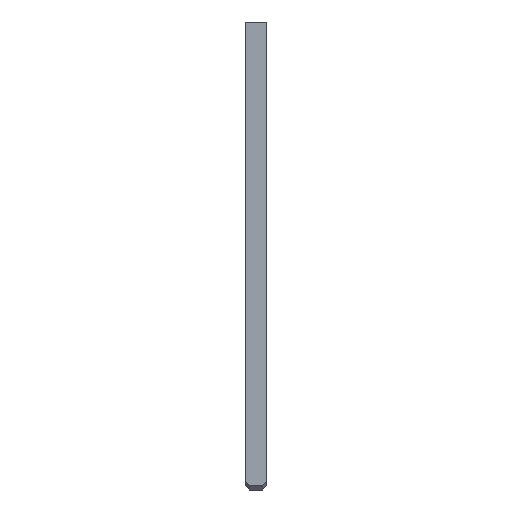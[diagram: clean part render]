
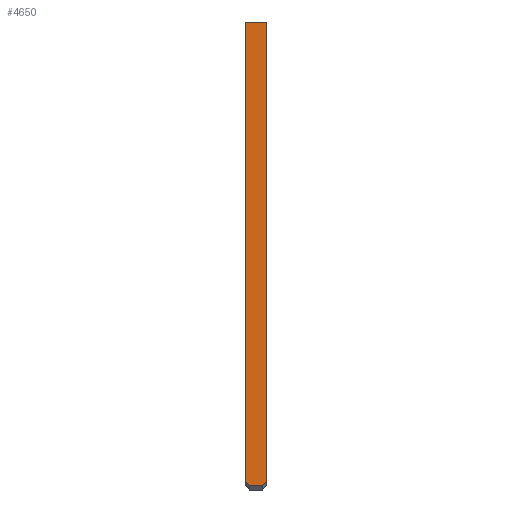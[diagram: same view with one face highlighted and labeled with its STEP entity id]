
A CAD part, left-side view. The second image highlights one B-rep face of the part: STEP entity #4650.
In plain terms, the highlighted planar face has unit normal (-1, 0, 0).
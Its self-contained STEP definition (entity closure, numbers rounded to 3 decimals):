
#333=DIRECTION('',(0.,0.,-1.));
#334=VECTOR('',#333,105.5);
#335=CARTESIAN_POINT('',(-272.,-303.,264.2));
#336=LINE('',#335,#334);
#969=DIRECTION('',(0.,-1.,0.));
#970=VECTOR('',#969,5.);
#971=CARTESIAN_POINT('',(-272.,-298.,264.2));
#972=LINE('',#971,#970);
#1375=DIRECTION('',(0.,-0.707,-0.707));
#1376=VECTOR('',#1375,1.414);
#1377=CARTESIAN_POINT('',(-272.,-298.,158.7));
#1378=LINE('',#1377,#1376);
#1382=DIRECTION('',(0.,0.,-1.));
#1383=VECTOR('',#1382,105.5);
#1384=CARTESIAN_POINT('',(-272.,-298.,264.2));
#1385=LINE('',#1384,#1383);
#1403=DIRECTION('',(0.,1.,0.));
#1404=VECTOR('',#1403,3.);
#1405=CARTESIAN_POINT('',(-272.,-302.,157.7));
#1406=LINE('',#1405,#1404);
#1431=DIRECTION('',(0.,0.707,-0.707));
#1432=VECTOR('',#1431,1.414);
#1433=CARTESIAN_POINT('',(-272.,-303.,158.7));
#1434=LINE('',#1433,#1432);
#3661=CARTESIAN_POINT('',(-272.,-298.,158.7));
#3662=CARTESIAN_POINT('',(-272.,-299.,157.7));
#3663=VERTEX_POINT('',#3661);
#3664=VERTEX_POINT('',#3662);
#3665=CARTESIAN_POINT('',(-272.,-302.,157.7));
#3666=VERTEX_POINT('',#3665);
#3667=CARTESIAN_POINT('',(-272.,-303.,158.7));
#3668=VERTEX_POINT('',#3667);
#3669=CARTESIAN_POINT('',(-272.,-303.,264.2));
#3670=VERTEX_POINT('',#3669);
#3671=CARTESIAN_POINT('',(-272.,-298.,264.2));
#3672=VERTEX_POINT('',#3671);
#4634=CARTESIAN_POINT('',(-272.,0.,314.7));
#4635=DIRECTION('',(-1.,0.,0.));
#4636=DIRECTION('',(0.,0.,1.));
#4637=AXIS2_PLACEMENT_3D('',#4634,#4635,#4636);
#4638=PLANE('',#4637);
#4640=ORIENTED_EDGE('',*,*,#4639,.F.);
#4641=ORIENTED_EDGE('',*,*,#4477,.F.);
#4642=ORIENTED_EDGE('',*,*,#4460,.T.);
#4643=ORIENTED_EDGE('',*,*,#4198,.T.);
#4645=ORIENTED_EDGE('',*,*,#4644,.T.);
#4647=ORIENTED_EDGE('',*,*,#4646,.T.);
#4648=EDGE_LOOP('',(#4640,#4641,#4642,#4643,#4645,#4647));
#4649=FACE_OUTER_BOUND('',#4648,.F.);
#4198=EDGE_CURVE('',#3670,#3668,#336,.T.);
#4460=EDGE_CURVE('',#3672,#3670,#972,.T.);
#4477=EDGE_CURVE('',#3672,#3663,#1385,.T.);
#4639=EDGE_CURVE('',#3663,#3664,#1378,.T.);
#4644=EDGE_CURVE('',#3668,#3666,#1434,.T.);
#4646=EDGE_CURVE('',#3666,#3664,#1406,.T.);
#4650=ADVANCED_FACE('',(#4649),#4638,.T.);
